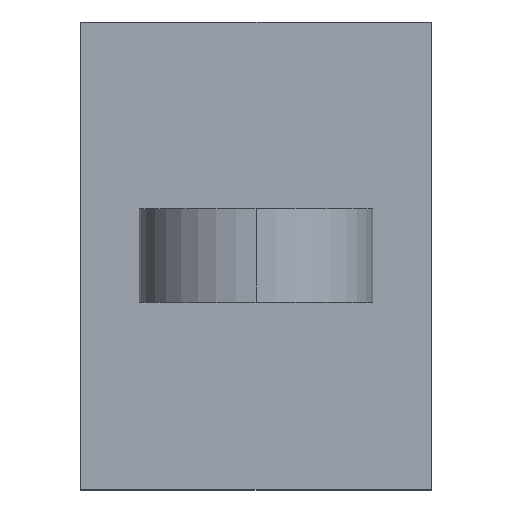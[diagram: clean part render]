
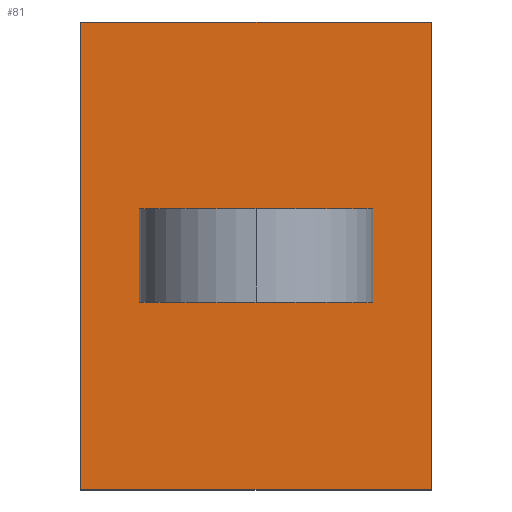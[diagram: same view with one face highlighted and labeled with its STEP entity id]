
A CAD part, top view. The second image highlights one B-rep face of the part: STEP entity #81.
In plain terms, the highlighted planar face has unit normal (0, 0, 1).
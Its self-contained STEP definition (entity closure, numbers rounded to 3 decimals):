
#7 = LINE ( 'NONE', #271, #97 ) ;
#10 = DIRECTION ( 'NONE',  ( 0., 1., 0. ) ) ;
#12 = VERTEX_POINT ( 'NONE', #327 ) ;
#15 = ORIENTED_EDGE ( 'NONE', *, *, #140, .F. ) ;
#34 = CARTESIAN_POINT ( 'NONE',  ( 0., 0., 3. ) ) ;
#36 = LINE ( 'NONE', #146, #464 ) ;
#64 = VECTOR ( 'NONE', #217, 1000. ) ;
#65 = CARTESIAN_POINT ( 'NONE',  ( -7.5, 10., 3. ) ) ;
#70 = PLANE ( 'NONE',  #437 ) ;
#72 = DIRECTION ( 'NONE',  ( -1., 0., 0. ) ) ;
#74 = DIRECTION ( 'NONE',  ( 0., 1., 0. ) ) ;
#75 = LINE ( 'NONE', #353, #188 ) ;
#81 = ADVANCED_FACE ( 'NONE', ( #253, #408 ), #70, .F. ) ;
#84 = EDGE_LOOP ( 'NONE', ( #396, #480, #313, #349 ) ) ;
#87 = DIRECTION ( 'NONE',  ( 1., 0., 0. ) ) ;
#91 = DIRECTION ( 'NONE',  ( 1., 0., 0. ) ) ;
#92 = EDGE_LOOP ( 'NONE', ( #15, #284, #345, #172 ) ) ;
#97 = VECTOR ( 'NONE', #10, 1000. ) ;
#100 = EDGE_CURVE ( 'NONE', #449, #463, #266, .T. ) ;
#117 = CARTESIAN_POINT ( 'NONE',  ( 7.5, -10., 3. ) ) ;
#138 = CARTESIAN_POINT ( 'NONE',  ( -5., 2., 3. ) ) ;
#140 = EDGE_CURVE ( 'NONE', #448, #449, #36, .T. ) ;
#142 = DIRECTION ( 'NONE',  ( 0., 0., -1. ) ) ;
#146 = CARTESIAN_POINT ( 'NONE',  ( 5., -4., 3. ) ) ;
#150 = DIRECTION ( 'NONE',  ( 0., 1., 0. ) ) ;
#166 = VERTEX_POINT ( 'NONE', #379 ) ;
#172 = ORIENTED_EDGE ( 'NONE', *, *, #100, .F. ) ;
#181 = VECTOR ( 'NONE', #189, 1000. ) ;
#188 = VECTOR ( 'NONE', #150, 1000. ) ;
#189 = DIRECTION ( 'NONE',  ( -1., 0., 0. ) ) ;
#193 = VERTEX_POINT ( 'NONE', #309 ) ;
#205 = VECTOR ( 'NONE', #87, 1000. ) ;
#217 = DIRECTION ( 'NONE',  ( -1., 0., 0. ) ) ;
#234 = EDGE_CURVE ( 'NONE', #391, #166, #302, .T. ) ;
#253 = FACE_BOUND ( 'NONE', #92, .T. ) ;
#257 = EDGE_CURVE ( 'NONE', #166, #193, #75, .T. ) ;
#259 = CARTESIAN_POINT ( 'NONE',  ( 5., -2., 3. ) ) ;
#266 = LINE ( 'NONE', #425, #181 ) ;
#271 = CARTESIAN_POINT ( 'NONE',  ( -5., -4., 3. ) ) ;
#280 = VECTOR ( 'NONE', #91, 1000. ) ;
#284 = ORIENTED_EDGE ( 'NONE', *, *, #406, .F. ) ;
#285 = LINE ( 'NONE', #444, #280 ) ;
#291 = EDGE_CURVE ( 'NONE', #359, #463, #7, .T. ) ;
#292 = LINE ( 'NONE', #65, #333 ) ;
#302 = LINE ( 'NONE', #117, #205 ) ;
#309 = CARTESIAN_POINT ( 'NONE',  ( 7.5, 10., 3. ) ) ;
#313 = ORIENTED_EDGE ( 'NONE', *, *, #234, .T. ) ;
#327 = CARTESIAN_POINT ( 'NONE',  ( -7.5, 10., 3. ) ) ;
#329 = DIRECTION ( 'NONE',  ( 0., -1., 0. ) ) ;
#331 = CARTESIAN_POINT ( 'NONE',  ( 5., 2., 3. ) ) ;
#333 = VECTOR ( 'NONE', #329, 1000. ) ;
#345 = ORIENTED_EDGE ( 'NONE', *, *, #291, .T. ) ;
#349 = ORIENTED_EDGE ( 'NONE', *, *, #257, .T. ) ;
#353 = CARTESIAN_POINT ( 'NONE',  ( 7.5, 10., 3. ) ) ;
#359 = VERTEX_POINT ( 'NONE', #362 ) ;
#362 = CARTESIAN_POINT ( 'NONE',  ( -5., -2., 3. ) ) ;
#379 = CARTESIAN_POINT ( 'NONE',  ( 7.5, -10., 3. ) ) ;
#391 = VERTEX_POINT ( 'NONE', #407 ) ;
#396 = ORIENTED_EDGE ( 'NONE', *, *, #490, .T. ) ;
#406 = EDGE_CURVE ( 'NONE', #359, #448, #285, .T. ) ;
#407 = CARTESIAN_POINT ( 'NONE',  ( -7.5, -10., 3. ) ) ;
#408 = FACE_OUTER_BOUND ( 'NONE', #84, .T. ) ;
#413 = LINE ( 'NONE', #451, #64 ) ;
#425 = CARTESIAN_POINT ( 'NONE',  ( -5., 2., 3. ) ) ;
#437 = AXIS2_PLACEMENT_3D ( 'NONE', #34, #142, #72 ) ;
#444 = CARTESIAN_POINT ( 'NONE',  ( 5., -2., 3. ) ) ;
#448 = VERTEX_POINT ( 'NONE', #259 ) ;
#449 = VERTEX_POINT ( 'NONE', #331 ) ;
#451 = CARTESIAN_POINT ( 'NONE',  ( 7.5, 10., 3. ) ) ;
#463 = VERTEX_POINT ( 'NONE', #138 ) ;
#464 = VECTOR ( 'NONE', #74, 1000. ) ;
#467 = EDGE_CURVE ( 'NONE', #12, #391, #292, .T. ) ;
#480 = ORIENTED_EDGE ( 'NONE', *, *, #467, .T. ) ;
#490 = EDGE_CURVE ( 'NONE', #193, #12, #413, .T. ) ;
